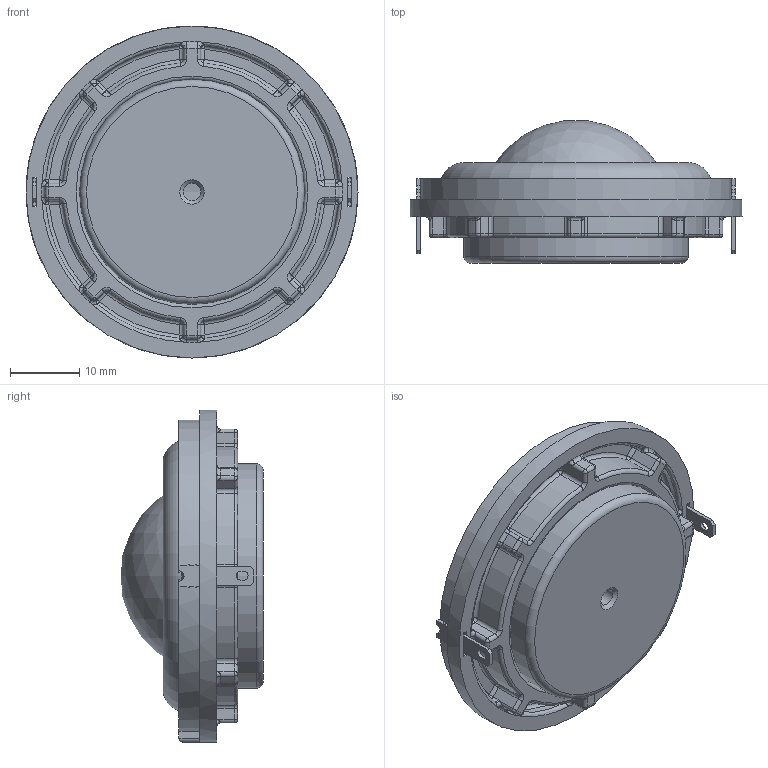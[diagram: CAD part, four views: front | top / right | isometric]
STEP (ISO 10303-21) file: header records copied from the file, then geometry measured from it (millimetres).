
FILE_DESCRIPTION (( 'STEP AP203' ), '1' );
FILE_NAME ('33TNX8-410B 3D outline drawing 20230407.STEP', '2023-04-07T11:14:42', ( '' ), ( '' ), 'SwSTEP 2.0', 'SolidWorks 2020', '' );
FILE_SCHEMA (( 'CONFIG_CONTROL_DESIGN' ));
Length unit declared in the file: millimetre
Products named in the file (1): 33TNX8-410B 3D outline drawing 20230407
Bounding box: 48 x 20.61 x 48 mm (x, y, z)
Surface area: 7333.8 mm2 (no closed solid volume)
Topology: 0 solids, 5 shells, 368 faces, 918 edges, 504 vertices
Faces by surface type: cylinder 119, plane 104, torus 70, sphere 41, bspline 32, cone 2
Full cylindrical faces by diameter (mm): 2.5 x1, 32.5 x1, 43 x1, 48 x1
Entity records: 11639 total; most frequent: CARTESIAN_POINT 3168, DIRECTION 1868, ORIENTED_EDGE 1664, EDGE_CURVE 866, AXIS2_PLACEMENT_3D 737, VERTEX_POINT 503, CIRCLE 400, LINE 394
